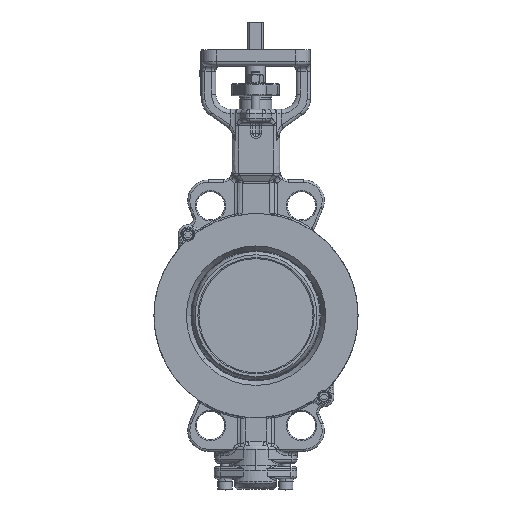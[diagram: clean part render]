
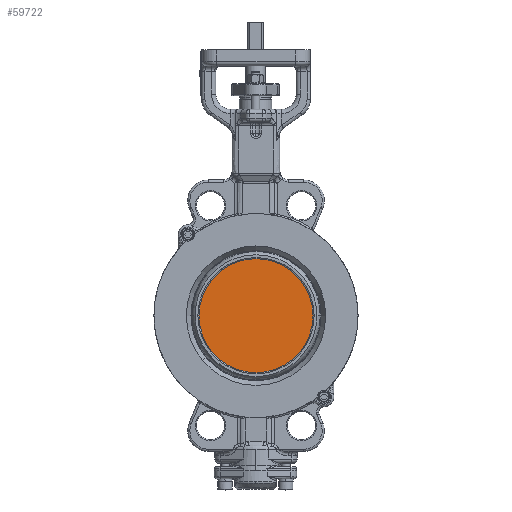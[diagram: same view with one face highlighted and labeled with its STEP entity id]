
A CAD part, top view. The second image highlights one B-rep face of the part: STEP entity #59722.
In plain terms, the highlighted planar face has unit normal (0, 0, 1).
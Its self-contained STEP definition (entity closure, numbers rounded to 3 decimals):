
#568 = AXIS2_PLACEMENT_3D ( 'NONE', #21577, #6122, #31620 ) ;
#1510 = CARTESIAN_POINT ( 'NONE',  ( -52.5, 0., 20.5 ) ) ;
#4301 = CARTESIAN_POINT ( 'NONE',  ( 0., 0., 20.5 ) ) ;
#5935 = EDGE_CURVE ( 'NONE', #29348, #43249, #8112, .T. ) ;
#6122 = DIRECTION ( 'NONE',  ( 0., 0., 1. ) ) ;
#8112 = CIRCLE ( 'NONE', #39092, 52.5 ) ;
#10709 = AXIS2_PLACEMENT_3D ( 'NONE', #4301, #34172, #24533 ) ;
#10717 = CARTESIAN_POINT ( 'NONE',  ( 0., 0., 20.5 ) ) ;
#20594 = EDGE_LOOP ( 'NONE', ( #30165, #51897 ) ) ;
#20763 = DIRECTION ( 'NONE',  ( 1., 0., 0. ) ) ;
#21577 = CARTESIAN_POINT ( 'NONE',  ( 0., 0., 20.5 ) ) ;
#24533 = DIRECTION ( 'NONE',  ( 1., 0., 0. ) ) ;
#27310 = EDGE_CURVE ( 'NONE', #43249, #29348, #48899, .T. ) ;
#29348 = VERTEX_POINT ( 'NONE', #1510 ) ;
#30165 = ORIENTED_EDGE ( 'NONE', *, *, #27310, .T. ) ;
#31620 = DIRECTION ( 'NONE',  ( 1., 0., 0. ) ) ;
#34172 = DIRECTION ( 'NONE',  ( 0., 0., 1. ) ) ;
#39092 = AXIS2_PLACEMENT_3D ( 'NONE', #10717, #41129, #20763 ) ;
#41129 = DIRECTION ( 'NONE',  ( 0., 0., 1. ) ) ;
#43159 = CARTESIAN_POINT ( 'NONE',  ( 52.5, 0., 20.5 ) ) ;
#43249 = VERTEX_POINT ( 'NONE', #43159 ) ;
#48899 = CIRCLE ( 'NONE', #10709, 52.5 ) ;
#51897 = ORIENTED_EDGE ( 'NONE', *, *, #5935, .T. ) ;
#59594 = FACE_OUTER_BOUND ( 'NONE', #20594, .T. ) ;
#59722 = ADVANCED_FACE ( 'NONE', ( #59594 ), #61700, .T. ) ;
#61700 = PLANE ( 'NONE',  #568 ) ;
